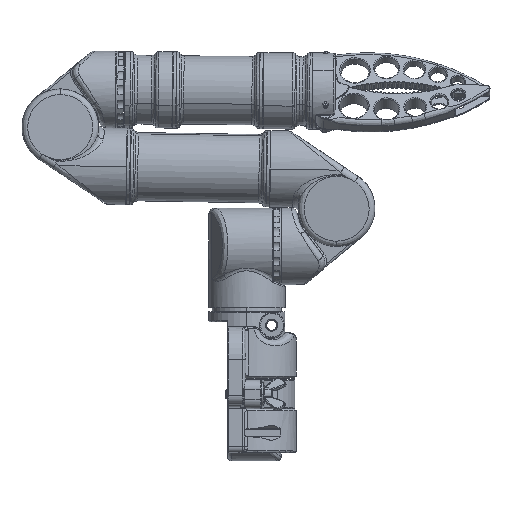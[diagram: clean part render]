
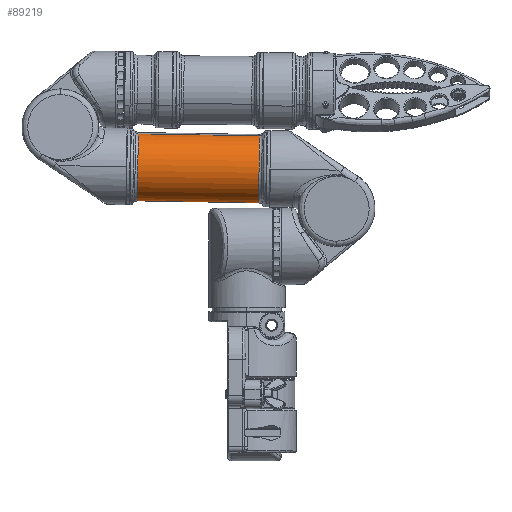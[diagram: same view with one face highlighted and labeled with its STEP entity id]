
A CAD part, front view. The second image highlights one B-rep face of the part: STEP entity #89219.
In plain terms, the highlighted cylindrical face has radius 17.9 mm (diameter 35.8 mm), a partial arc.
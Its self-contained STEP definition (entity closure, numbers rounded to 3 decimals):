
#142 = FACE_OUTER_BOUND ( 'NONE', #77160, .T. ) ;
#3194 = VECTOR ( 'NONE', #131191, 1000. ) ;
#6193 = EDGE_CURVE ( 'NONE', #37130, #48326, #131710, .T. ) ;
#12240 = CARTESIAN_POINT ( 'NONE',  ( 60.177, -19.751, 70.718 ) ) ;
#16454 = CARTESIAN_POINT ( 'NONE',  ( 68.881, -22.191, 40.312 ) ) ;
#26279 = ORIENTED_EDGE ( 'NONE', *, *, #123379, .F. ) ;
#32302 = VECTOR ( 'NONE', #84315, 1000. ) ;
#34210 = EDGE_CURVE ( 'NONE', #48326, #157700, #134831, .T. ) ;
#35615 = DIRECTION ( 'NONE',  ( 0.274, -0.077, -0.959 ) ) ;
#37130 = VERTEX_POINT ( 'NONE', #12240 ) ;
#40604 = ORIENTED_EDGE ( 'NONE', *, *, #40923, .F. ) ;
#40923 = EDGE_CURVE ( 'NONE', #131510, #157700, #49291, .T. ) ;
#48326 = VERTEX_POINT ( 'NONE', #130245 ) ;
#49291 = CIRCLE ( 'NONE', #71100, 17.9 ) ;
#53211 = DIRECTION ( 'NONE',  ( 0.921, -0.266, 0.285 ) ) ;
#54147 = LINE ( 'NONE', #16454, #3194 ) ;
#58585 = CARTESIAN_POINT ( 'NONE',  ( 94.07, -29.387, 15.006 ) ) ;
#69761 = CARTESIAN_POINT ( 'NONE',  ( 101.852, -31.703, 50.513 ) ) ;
#71100 = AXIS2_PLACEMENT_3D ( 'NONE', #58585, #105961, #158146 ) ;
#76861 = CARTESIAN_POINT ( 'NONE',  ( 77.585, -24.631, 9.905 ) ) ;
#77160 = EDGE_LOOP ( 'NONE', ( #26279, #139824, #103460, #40604 ) ) ;
#79782 = AXIS2_PLACEMENT_3D ( 'NONE', #89461, #35615, #114343 ) ;
#84315 = DIRECTION ( 'NONE',  ( 0.274, -0.077, -0.959 ) ) ;
#89219 = ADVANCED_FACE ( 'NONE', ( #142 ), #119089, .T. ) ;
#89461 = CARTESIAN_POINT ( 'NONE',  ( 76.663, -24.508, 75.819 ) ) ;
#103460 = ORIENTED_EDGE ( 'NONE', *, *, #34210, .T. ) ;
#105961 = DIRECTION ( 'NONE',  ( 0.274, -0.077, -0.959 ) ) ;
#114343 = DIRECTION ( 'NONE',  ( 0.921, -0.266, 0.285 ) ) ;
#115950 = CARTESIAN_POINT ( 'NONE',  ( 110.556, -34.143, 20.107 ) ) ;
#119089 = CYLINDRICAL_SURFACE ( 'NONE', #151843, 17.9 ) ;
#123379 = EDGE_CURVE ( 'NONE', #37130, #131510, #54147, .T. ) ;
#130245 = CARTESIAN_POINT ( 'NONE',  ( 93.148, -29.264, 80.919 ) ) ;
#131191 = DIRECTION ( 'NONE',  ( 0.274, -0.077, -0.959 ) ) ;
#131510 = VERTEX_POINT ( 'NONE', #76861 ) ;
#131710 = CIRCLE ( 'NONE', #79782, 17.9 ) ;
#134831 = LINE ( 'NONE', #69761, #32302 ) ;
#139824 = ORIENTED_EDGE ( 'NONE', *, *, #6193, .T. ) ;
#143935 = DIRECTION ( 'NONE',  ( 0.274, -0.077, -0.959 ) ) ;
#151843 = AXIS2_PLACEMENT_3D ( 'NONE', #156762, #143935, #53211 ) ;
#156762 = CARTESIAN_POINT ( 'NONE',  ( 85.366, -26.947, 45.412 ) ) ;
#157700 = VERTEX_POINT ( 'NONE', #115950 ) ;
#158146 = DIRECTION ( 'NONE',  ( 0.921, -0.266, 0.285 ) ) ;
